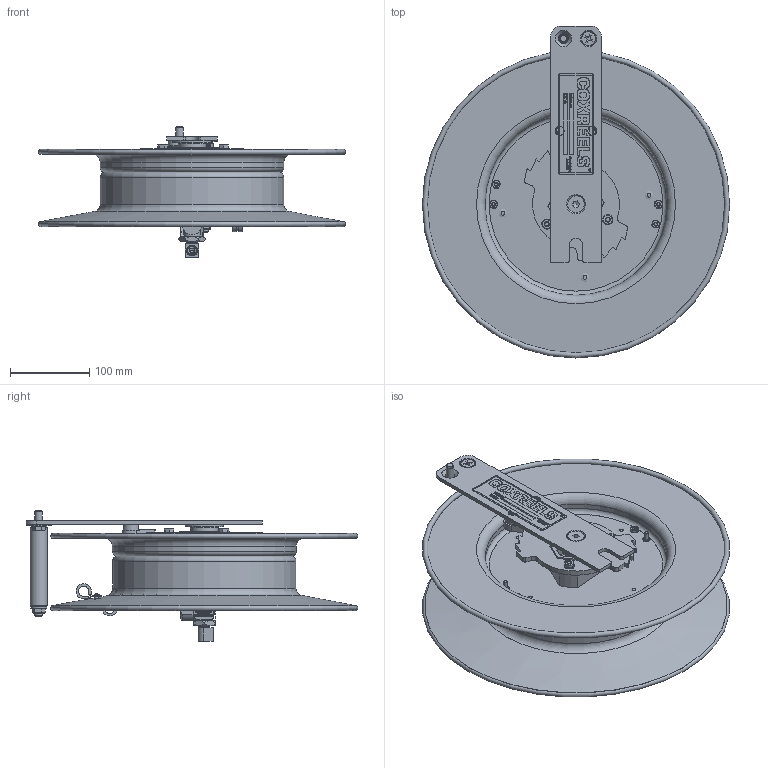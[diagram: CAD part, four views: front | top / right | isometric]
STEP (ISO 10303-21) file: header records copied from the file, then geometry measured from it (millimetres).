
FILE_DESCRIPTION(/* description */ (''),/* implementation_level */ '2;1');
FILE_NAME(/* name */ 'SR15L-L135_SHARED.stp',/* time_stamp */ '2020-04-16T11:05:32-07:00',/* author */ ('NMelton'),/* organization */ (''),/* preprocessor_version */ 'ST-DEVELOPER v17',/* originating_system */ 'Autodesk Inventor 2019',/* authorisation */ '');
FILE_SCHEMA (('AUTOMOTIVE_DESIGN { 1 0 10303 214 3 1 1 }'));
Products named in the file (1): SR15L-L135_SHARED
Bounding box: 387.35 x 418.37 x 165.15 mm (x, y, z)
Surface area: 670190.1 mm2 (no closed solid volume)
Topology: 0 solids, 143 shells, 2232 faces, 8821 edges, 6429 vertices
Faces by surface type: plane 1030, cylinder 572, bspline 414, cone 175, torus 28, sphere 13
Full cylindrical faces by diameter (mm): 2.159 x2, 2.54 x1, 3.048 x1, 3.962 x2, 4.826 x6, 5.08 x2, 5.588 x2, 9.525 x2, 10.312 x1, 12.548 x2, 12.7 x1, 12.859 x1, 14.224 x1, 17.882 x1, 18.034 x1, 19.05 x4, 19.304 x1, 20.574 x1, 20.625 x4, 21.133 x1, 21.336 x1, 31.75 x2, 34.925 x1, 35.052 x1, 39.624 x1, 48.26 x1, 225.039 x1, 228.6 x1, 229.347 x1, 231.028 x1
Entity records: 102871 total; most frequent: CARTESIAN_POINT 32585, ORIENTED_EDGE 13246, DIRECTION 12326, EDGE_CURVE 8808, VERTEX_POINT 6429, LINE 5022, VECTOR 5022, AXIS2_PLACEMENT_3D 3652
